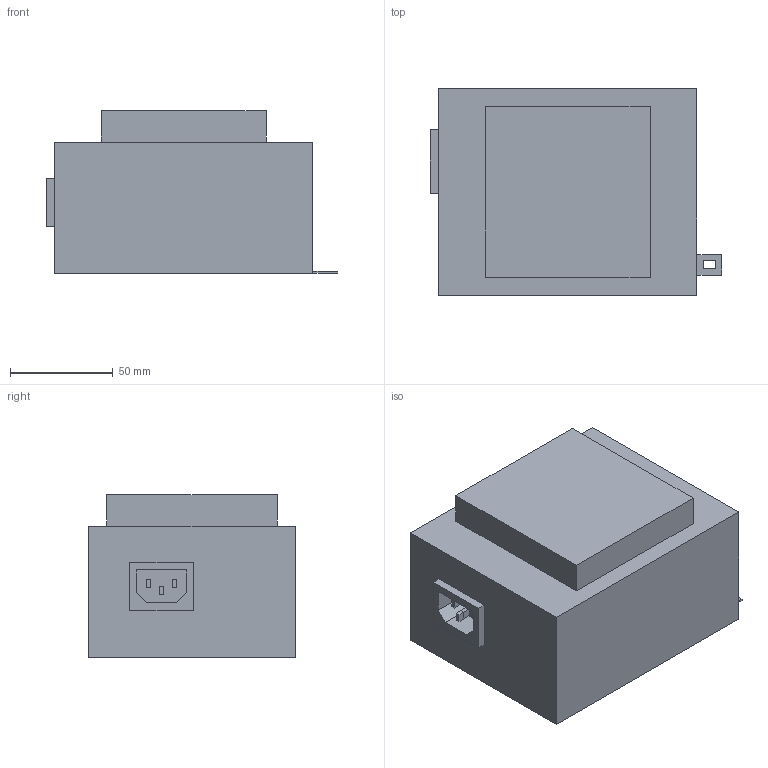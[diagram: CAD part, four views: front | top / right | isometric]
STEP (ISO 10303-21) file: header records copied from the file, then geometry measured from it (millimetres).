
FILE_DESCRIPTION(('FreeCAD Model'),'2;1');
FILE_NAME('power supply 180 watts 10 amps 12 volts.stp','2014-10-16T07:21:10',('FreeCAD'),('FreeCAD'), 'Open CASCADE STEP processor 6.6','FreeCAD','Unknown');
FILE_SCHEMA(('AUTOMOTIVE_DESIGN_CC2 { 1 2 10303 214 -1 1 5 4 }'));
Length unit declared in the file: millimetre
Products named in the file (1): power_supply_180_watts_10_amps_12_volts
Bounding box: 141.35 x 100.45 x 78.9 mm (x, y, z)
Volume: 900444.1 mm3; surface area: 61306.9 mm2
Topology: 1 solids, 1 shells, 51 faces, 123 edges, 80 vertices
Faces by surface type: plane 51
Entity records: 3065 total; most frequent: CARTESIAN_POINT 509, DIRECTION 465, LINE 361, VECTOR 361, ORIENTED_EDGE 246, PCURVE 246, DEFINITIONAL_REPRESENTATION 246, EDGE_CURVE 123
